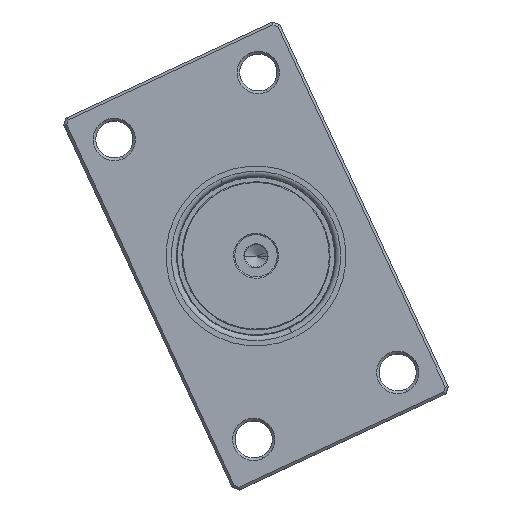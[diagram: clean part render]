
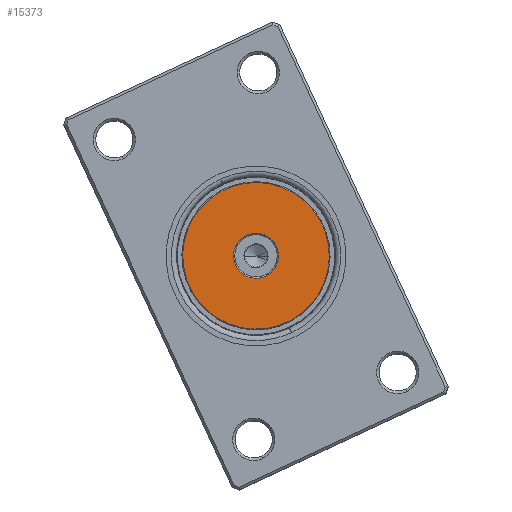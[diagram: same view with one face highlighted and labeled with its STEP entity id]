
A CAD part, top view. The second image highlights one B-rep face of the part: STEP entity #15373.
In plain terms, the highlighted face is planar.
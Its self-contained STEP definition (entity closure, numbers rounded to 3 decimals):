
#200 = DIRECTION ( 'NONE',  ( 0., 0., -1. ) ) ;
#1279 = CARTESIAN_POINT ( 'NONE',  ( 0., 0., 0. ) ) ;
#2296 = EDGE_CURVE ( 'NONE', #35340, #43202, #25396, .T. ) ;
#2457 = ORIENTED_EDGE ( 'NONE', *, *, #2296, .T. ) ;
#5940 = EDGE_CURVE ( 'NONE', #8723, #31671, #37321, .T. ) ;
#8112 = CARTESIAN_POINT ( 'NONE',  ( -27.7, 0., 0. ) ) ;
#8471 = CARTESIAN_POINT ( 'NONE',  ( -8.5, 0., 0. ) ) ;
#8723 = VERTEX_POINT ( 'NONE', #19977 ) ;
#9280 = ORIENTED_EDGE ( 'NONE', *, *, #5940, .T. ) ;
#11181 = AXIS2_PLACEMENT_3D ( 'NONE', #22445, #25983, #40308 ) ;
#11936 = DIRECTION ( 'NONE',  ( 1., 0., 0. ) ) ;
#14542 = ORIENTED_EDGE ( 'NONE', *, *, #40177, .T. ) ;
#15224 = DIRECTION ( 'NONE',  ( 1., 0., 0. ) ) ;
#15373 = ADVANCED_FACE ( 'NONE', ( #32495, #18583 ), #22135, .F. ) ;
#18583 = FACE_BOUND ( 'NONE', #40945, .T. ) ;
#18951 = CARTESIAN_POINT ( 'NONE',  ( 0., 0., 0. ) ) ;
#19977 = CARTESIAN_POINT ( 'NONE',  ( 8.5, 0., 0. ) ) ;
#19987 = AXIS2_PLACEMENT_3D ( 'NONE', #1279, #36887, #15224 ) ;
#21224 = DIRECTION ( 'NONE',  ( 1., 0., 0. ) ) ;
#21757 = CIRCLE ( 'NONE', #19987, 27.7 ) ;
#22135 = PLANE ( 'NONE',  #11181 ) ;
#22445 = CARTESIAN_POINT ( 'NONE',  ( 0., 0., 0. ) ) ;
#24230 = EDGE_LOOP ( 'NONE', ( #2457, #14542 ) ) ;
#25209 = CARTESIAN_POINT ( 'NONE',  ( 0., 0., 0. ) ) ;
#25396 = CIRCLE ( 'NONE', #29510, 27.7 ) ;
#25983 = DIRECTION ( 'NONE',  ( 0., 0., 1. ) ) ;
#28258 = EDGE_CURVE ( 'NONE', #31671, #8723, #33779, .T. ) ;
#29510 = AXIS2_PLACEMENT_3D ( 'NONE', #25209, #200, #36139 ) ;
#29520 = DIRECTION ( 'NONE',  ( 0., 0., 1. ) ) ;
#31635 = CARTESIAN_POINT ( 'NONE',  ( 0., 0., 0. ) ) ;
#31671 = VERTEX_POINT ( 'NONE', #8471 ) ;
#31752 = AXIS2_PLACEMENT_3D ( 'NONE', #31635, #39096, #21224 ) ;
#32495 = FACE_OUTER_BOUND ( 'NONE', #24230, .T. ) ;
#33779 = CIRCLE ( 'NONE', #31752, 8.5 ) ;
#35340 = VERTEX_POINT ( 'NONE', #41437 ) ;
#36139 = DIRECTION ( 'NONE',  ( 1., 0., 0. ) ) ;
#36761 = ORIENTED_EDGE ( 'NONE', *, *, #28258, .T. ) ;
#36887 = DIRECTION ( 'NONE',  ( 0., 0., -1. ) ) ;
#37321 = CIRCLE ( 'NONE', #37938, 8.5 ) ;
#37938 = AXIS2_PLACEMENT_3D ( 'NONE', #18951, #29520, #11936 ) ;
#39096 = DIRECTION ( 'NONE',  ( 0., 0., 1. ) ) ;
#40177 = EDGE_CURVE ( 'NONE', #43202, #35340, #21757, .T. ) ;
#40308 = DIRECTION ( 'NONE',  ( 1., 0., 0. ) ) ;
#40945 = EDGE_LOOP ( 'NONE', ( #36761, #9280 ) ) ;
#41437 = CARTESIAN_POINT ( 'NONE',  ( 27.7, 0., 0. ) ) ;
#43202 = VERTEX_POINT ( 'NONE', #8112 ) ;
